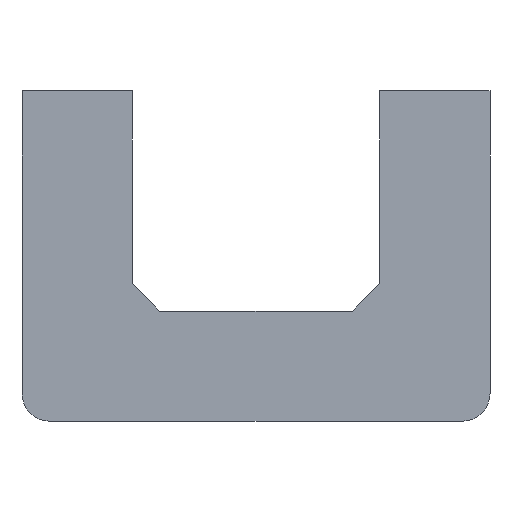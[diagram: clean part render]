
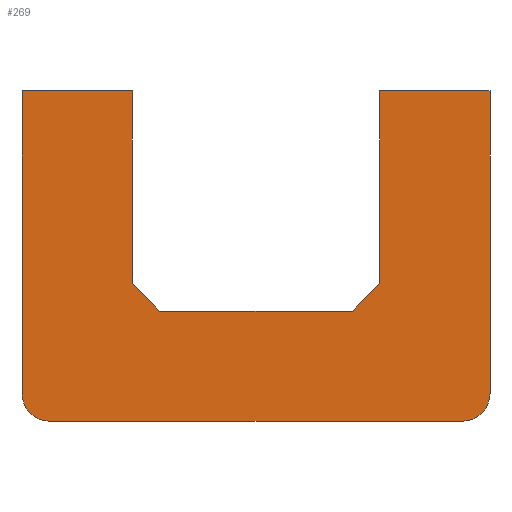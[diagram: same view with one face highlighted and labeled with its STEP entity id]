
A CAD part, left-side view. The second image highlights one B-rep face of the part: STEP entity #269.
In plain terms, the highlighted planar face has unit normal (-1, 0, 0).
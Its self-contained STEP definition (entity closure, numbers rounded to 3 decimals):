
#25=PLANE('',#301);
#39=FACE_OUTER_BOUND('',#53,.T.);
#53=EDGE_LOOP('',(#239,#240,#241,#242,#243,#244,#245,#246,#247,#248,#249,
#250));
#59=LINE('',#388,#91);
#70=LINE('',#416,#102);
#73=LINE('',#421,#105);
#76=LINE('',#427,#108);
#79=LINE('',#432,#111);
#81=LINE('',#436,#113);
#82=LINE('',#438,#114);
#83=LINE('',#440,#115);
#84=LINE('',#443,#116);
#86=LINE('',#446,#118);
#91=VECTOR('',#317,10.);
#102=VECTOR('',#338,10.);
#105=VECTOR('',#343,10.);
#108=VECTOR('',#348,10.);
#111=VECTOR('',#353,10.);
#113=VECTOR('',#357,10.);
#114=VECTOR('',#360,10.);
#115=VECTOR('',#363,10.);
#116=VECTOR('',#366,10.);
#118=VECTOR('',#370,10.);
#120=CIRCLE('',#287,0.5);
#122=CIRCLE('',#292,0.5);
#125=VERTEX_POINT('',#378);
#126=VERTEX_POINT('',#380);
#128=VERTEX_POINT('',#386);
#138=VERTEX_POINT('',#410);
#139=VERTEX_POINT('',#414);
#140=VERTEX_POINT('',#415);
#141=VERTEX_POINT('',#420);
#142=VERTEX_POINT('',#424);
#143=VERTEX_POINT('',#426);
#144=VERTEX_POINT('',#430);
#145=VERTEX_POINT('',#434);
#146=VERTEX_POINT('',#442);
#149=EDGE_CURVE('',#125,#126,#120,.T.);
#153=EDGE_CURVE('',#128,#125,#59,.T.);
#164=EDGE_CURVE('',#138,#128,#122,.T.);
#166=EDGE_CURVE('',#139,#140,#70,.T.);
#169=EDGE_CURVE('',#141,#140,#73,.T.);
#172=EDGE_CURVE('',#142,#143,#76,.T.);
#175=EDGE_CURVE('',#144,#142,#79,.T.);
#177=EDGE_CURVE('',#141,#145,#81,.T.);
#178=EDGE_CURVE('',#143,#139,#82,.T.);
#179=EDGE_CURVE('',#145,#138,#83,.T.);
#180=EDGE_CURVE('',#146,#126,#84,.T.);
#182=EDGE_CURVE('',#144,#146,#86,.T.);
#239=ORIENTED_EDGE('',*,*,#149,.F.);
#240=ORIENTED_EDGE('',*,*,#153,.F.);
#241=ORIENTED_EDGE('',*,*,#164,.F.);
#242=ORIENTED_EDGE('',*,*,#179,.F.);
#243=ORIENTED_EDGE('',*,*,#177,.F.);
#244=ORIENTED_EDGE('',*,*,#169,.T.);
#245=ORIENTED_EDGE('',*,*,#166,.F.);
#246=ORIENTED_EDGE('',*,*,#178,.F.);
#247=ORIENTED_EDGE('',*,*,#172,.F.);
#248=ORIENTED_EDGE('',*,*,#175,.F.);
#249=ORIENTED_EDGE('',*,*,#182,.T.);
#250=ORIENTED_EDGE('',*,*,#180,.T.);
#269=ADVANCED_FACE('',(#39),#25,.T.);
#287=AXIS2_PLACEMENT_3D('',#381,#310,#311);
#292=AXIS2_PLACEMENT_3D('',#411,#333,#334);
#301=AXIS2_PLACEMENT_3D('',#445,#368,#369);
#310=DIRECTION('center_axis',(1.,0.,0.));
#311=DIRECTION('ref_axis',(0.,0.707,-0.707));
#317=DIRECTION('',(0.,1.,0.));
#333=DIRECTION('center_axis',(1.,0.,0.));
#334=DIRECTION('ref_axis',(0.,-0.707,-0.707));
#338=DIRECTION('',(0.,-0.707,0.707));
#343=DIRECTION('',(0.,0.,-1.));
#348=DIRECTION('',(0.,-0.707,-0.707));
#353=DIRECTION('',(0.,0.,-1.));
#357=DIRECTION('',(0.,-1.,0.));
#360=DIRECTION('',(0.,-1.,0.));
#363=DIRECTION('',(0.,0.,-1.));
#366=DIRECTION('',(0.,0.,-1.));
#368=DIRECTION('center_axis',(-1.,0.,0.));
#369=DIRECTION('ref_axis',(0.,1.,0.));
#370=DIRECTION('',(0.,1.,0.));
#378=CARTESIAN_POINT('',(-0.653,3.75,0.));
#380=CARTESIAN_POINT('',(-0.653,4.25,0.5));
#381=CARTESIAN_POINT('Origin',(-0.653,3.75,0.5));
#386=CARTESIAN_POINT('',(-0.653,-3.75,0.));
#388=CARTESIAN_POINT('',(-0.653,4.25,0.));
#410=CARTESIAN_POINT('',(-0.653,-4.25,0.5));
#411=CARTESIAN_POINT('Origin',(-0.653,-3.75,0.5));
#414=CARTESIAN_POINT('',(-0.653,-1.75,2.));
#415=CARTESIAN_POINT('',(-0.653,-2.25,2.5));
#416=CARTESIAN_POINT('',(-0.653,-1.875,2.125));
#420=CARTESIAN_POINT('',(-0.653,-2.25,6.));
#421=CARTESIAN_POINT('',(-0.653,-2.25,6.));
#424=CARTESIAN_POINT('',(-0.653,2.25,2.5));
#426=CARTESIAN_POINT('',(-0.653,1.75,2.));
#427=CARTESIAN_POINT('',(-0.653,3.,3.25));
#430=CARTESIAN_POINT('',(-0.653,2.25,6.));
#432=CARTESIAN_POINT('',(-0.653,2.25,6.));
#434=CARTESIAN_POINT('',(-0.653,-4.25,6.));
#436=CARTESIAN_POINT('',(-0.653,-2.25,6.));
#438=CARTESIAN_POINT('',(-0.653,4.25,2.));
#440=CARTESIAN_POINT('',(-0.653,-4.25,2.));
#442=CARTESIAN_POINT('',(-0.653,4.25,6.));
#443=CARTESIAN_POINT('',(-0.653,4.25,6.));
#445=CARTESIAN_POINT('Origin',(-0.653,2.25,6.));
#446=CARTESIAN_POINT('',(-0.653,2.25,6.));
